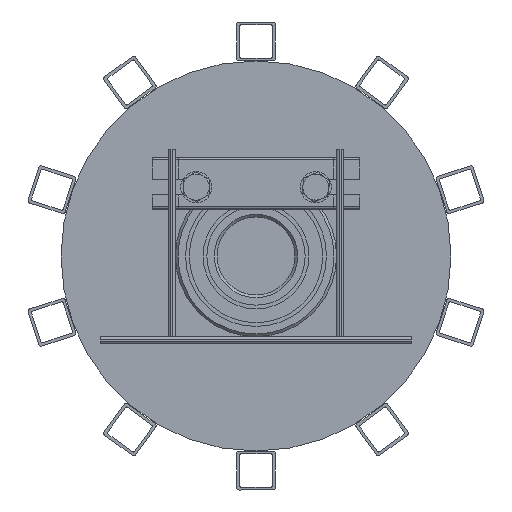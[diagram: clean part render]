
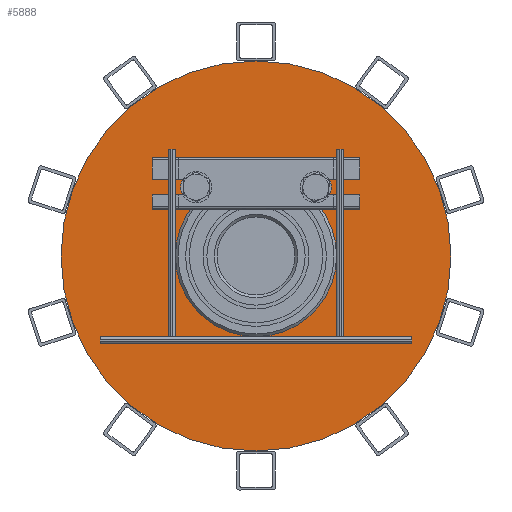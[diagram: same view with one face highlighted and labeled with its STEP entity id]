
A CAD part, front view. The second image highlights one B-rep face of the part: STEP entity #5888.
In plain terms, the highlighted planar face has unit normal (0, -1, 0).
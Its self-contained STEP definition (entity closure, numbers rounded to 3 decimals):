
#1917=CIRCLE('',#7130,20.);
#1918=CIRCLE('',#7131,75.);
#3096=ORIENTED_EDGE('',*,*,#3715,.T.);
#3097=ORIENTED_EDGE('',*,*,#3716,.F.);
#3715=EDGE_CURVE('',#4140,#4140,#1917,.T.);
#3716=EDGE_CURVE('',#4141,#4141,#1918,.T.);
#4140=VERTEX_POINT('',#11475);
#4141=VERTEX_POINT('',#11477);
#4991=EDGE_LOOP('',(#3096));
#4992=EDGE_LOOP('',(#3097));
#5408=FACE_BOUND('',#4991,.T.);
#5409=FACE_BOUND('',#4992,.T.);
#5571=PLANE('',#7129);
#5888=ADVANCED_FACE('',(#5408,#5409),#5571,.F.);
#7129=AXIS2_PLACEMENT_3D('',#11473,#9125,#9126);
#7130=AXIS2_PLACEMENT_3D('',#11474,#9127,#9128);
#7131=AXIS2_PLACEMENT_3D('',#11476,#9129,#9130);
#9125=DIRECTION('',(0.,1.,0.));
#9126=DIRECTION('',(0.,0.,1.));
#9127=DIRECTION('',(0.,1.,0.));
#9128=DIRECTION('',(0.,0.,1.));
#9129=DIRECTION('',(0.,1.,0.));
#9130=DIRECTION('',(0.,0.,1.));
#11473=CARTESIAN_POINT('',(0.,-250.,0.));
#11474=CARTESIAN_POINT('',(0.,-250.,0.));
#11475=CARTESIAN_POINT('',(0.,-250.,20.));
#11476=CARTESIAN_POINT('',(0.,-250.,0.));
#11477=CARTESIAN_POINT('',(0.,-250.,75.));
